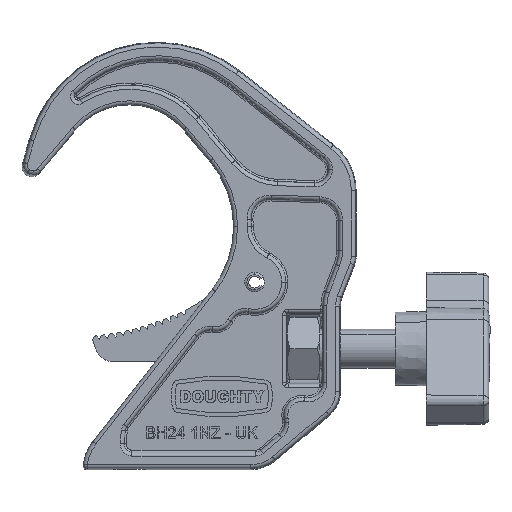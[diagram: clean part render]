
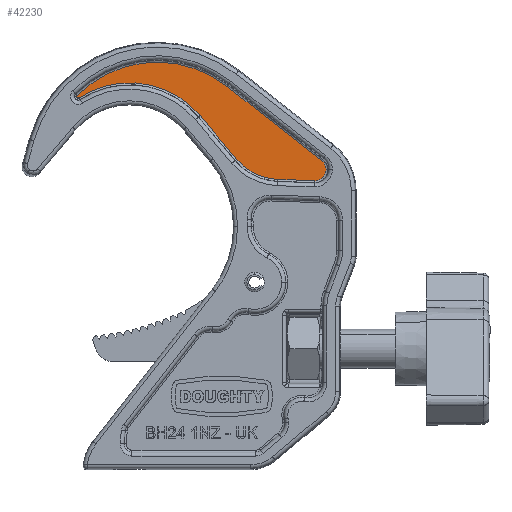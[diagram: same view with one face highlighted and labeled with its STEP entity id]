
A CAD part, top view. The second image highlights one B-rep face of the part: STEP entity #42230.
In plain terms, the highlighted planar face has unit normal (0, 0, 1).
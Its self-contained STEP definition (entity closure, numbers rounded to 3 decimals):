
#976 = LINE ( 'NONE', #45788, #42630 ) ;
#1472 = EDGE_LOOP ( 'NONE', ( #6522, #25276, #12694, #8344, #24294, #26814, #51801, #5715, #3127, #50116 ) ) ;
#1912 = DIRECTION ( 'NONE',  ( 1., 0., 0. ) ) ;
#2333 = AXIS2_PLACEMENT_3D ( 'NONE', #40001, #16397, #12454 ) ;
#3127 = ORIENTED_EDGE ( 'NONE', *, *, #3937, .T. ) ;
#3330 = DIRECTION ( 'NONE',  ( 0., 0., 1. ) ) ;
#3937 = EDGE_CURVE ( 'NONE', #43078, #8967, #16592, .T. ) ;
#5374 = VERTEX_POINT ( 'NONE', #6097 ) ;
#5715 = ORIENTED_EDGE ( 'NONE', *, *, #9120, .T. ) ;
#5779 = AXIS2_PLACEMENT_3D ( 'NONE', #29375, #16832, #44341 ) ;
#6039 = VERTEX_POINT ( 'NONE', #23993 ) ;
#6097 = CARTESIAN_POINT ( 'NONE',  ( -13.521, 32.535, 6. ) ) ;
#6522 = ORIENTED_EDGE ( 'NONE', *, *, #49863, .T. ) ;
#7353 = EDGE_CURVE ( 'NONE', #44662, #44578, #19970, .T. ) ;
#8055 = LINE ( 'NONE', #15912, #38485 ) ;
#8259 = CARTESIAN_POINT ( 'NONE',  ( 24.901, 35.188, 6. ) ) ;
#8300 = DIRECTION ( 'NONE',  ( 0.999, -0.035, 0. ) ) ;
#8344 = ORIENTED_EDGE ( 'NONE', *, *, #40960, .T. ) ;
#8967 = VERTEX_POINT ( 'NONE', #48976 ) ;
#9120 = EDGE_CURVE ( 'NONE', #5374, #43078, #49394, .T. ) ;
#9578 = DIRECTION ( 'NONE',  ( 0., 0., 1. ) ) ;
#9965 = CARTESIAN_POINT ( 'NONE',  ( 37.976, 11.325, 6. ) ) ;
#10192 = AXIS2_PLACEMENT_3D ( 'NONE', #16284, #39388, #47214 ) ;
#12098 = PLANE ( 'NONE',  #10192 ) ;
#12199 = LINE ( 'NONE', #8259, #30926 ) ;
#12454 = DIRECTION ( 'NONE',  ( 1., 0., 0. ) ) ;
#12694 = ORIENTED_EDGE ( 'NONE', *, *, #7353, .T. ) ;
#13364 = DIRECTION ( 'NONE',  ( 0., 0., 1. ) ) ;
#14431 = VERTEX_POINT ( 'NONE', #33527 ) ;
#15912 = CARTESIAN_POINT ( 'NONE',  ( 47.303, 11., 6. ) ) ;
#15963 = EDGE_CURVE ( 'NONE', #19086, #6039, #12199, .T. ) ;
#16035 = FACE_OUTER_BOUND ( 'NONE', #1472, .T. ) ;
#16284 = CARTESIAN_POINT ( 'NONE',  ( 0., 12.446, 6. ) ) ;
#16397 = DIRECTION ( 'NONE',  ( 0., 0., -1. ) ) ;
#16592 = CIRCLE ( 'NONE', #2333, 23.61 ) ;
#16832 = DIRECTION ( 'NONE',  ( 0., 0., 1. ) ) ;
#17806 = CARTESIAN_POINT ( 'NONE',  ( -13.131, 32.535, 6. ) ) ;
#18163 = DIRECTION ( 'NONE',  ( 0., 0., 1. ) ) ;
#18799 = CARTESIAN_POINT ( 'NONE',  ( 38.478, 25.707, 6. ) ) ;
#19086 = VERTEX_POINT ( 'NONE', #28717 ) ;
#19970 = CIRCLE ( 'NONE', #49259, 2.89 ) ;
#20448 = DIRECTION ( 'NONE',  ( 1., 0., 0. ) ) ;
#20707 = VERTEX_POINT ( 'NONE', #9965 ) ;
#21957 = DIRECTION ( 'NONE',  ( 1., 0., 0. ) ) ;
#22214 = DIRECTION ( 'NONE',  ( 0., 0., 1. ) ) ;
#22647 = CIRCLE ( 'NONE', #29358, 2.89 ) ;
#22794 = EDGE_CURVE ( 'NONE', #8967, #38907, #976, .T. ) ;
#23993 = CARTESIAN_POINT ( 'NONE',  ( 24.901, 35.188, 6. ) ) ;
#24294 = ORIENTED_EDGE ( 'NONE', *, *, #15963, .T. ) ;
#24322 = CARTESIAN_POINT ( 'NONE',  ( 27.455, 16.457, 6. ) ) ;
#25276 = ORIENTED_EDGE ( 'NONE', *, *, #37113, .T. ) ;
#26800 = CARTESIAN_POINT ( 'NONE',  ( 47.403, 13.888, 6. ) ) ;
#26814 = ORIENTED_EDGE ( 'NONE', *, *, #46647, .T. ) ;
#27325 = CARTESIAN_POINT ( 'NONE',  ( 50.293, 13.888, 6. ) ) ;
#28717 = CARTESIAN_POINT ( 'NONE',  ( 49.186, 16.163, 6. ) ) ;
#29358 = AXIS2_PLACEMENT_3D ( 'NONE', #34732, #9578, #42074 ) ;
#29375 = CARTESIAN_POINT ( 'NONE',  ( -13.131, 32.535, 6. ) ) ;
#30926 = VECTOR ( 'NONE', #36308, 1000. ) ;
#33527 = CARTESIAN_POINT ( 'NONE',  ( -13.408, 32.81, 6. ) ) ;
#34732 = CARTESIAN_POINT ( 'NONE',  ( 47.403, 13.888, 6. ) ) ;
#35521 = CARTESIAN_POINT ( 'NONE',  ( -12.918, 32.209, 6. ) ) ;
#35987 = CARTESIAN_POINT ( 'NONE',  ( 47.303, 11., 6. ) ) ;
#36043 = AXIS2_PLACEMENT_3D ( 'NONE', #17806, #22214, #21957 ) ;
#36178 = EDGE_CURVE ( 'NONE', #14431, #5374, #38445, .T. ) ;
#36308 = DIRECTION ( 'NONE',  ( -0.787, 0.617, 0. ) ) ;
#37113 = EDGE_CURVE ( 'NONE', #20707, #44662, #8055, .T. ) ;
#37689 = DIRECTION ( 'NONE',  ( 0.643, -0.766, 0. ) ) ;
#37879 = AXIS2_PLACEMENT_3D ( 'NONE', #18799, #3330, #39513 ) ;
#38445 = CIRCLE ( 'NONE', #5779, 0.39 ) ;
#38485 = VECTOR ( 'NONE', #8300, 1000. ) ;
#38907 = VERTEX_POINT ( 'NONE', #24322 ) ;
#39388 = DIRECTION ( 'NONE',  ( 0., 0., 1. ) ) ;
#39513 = DIRECTION ( 'NONE',  ( 1., 0., 0. ) ) ;
#40001 = CARTESIAN_POINT ( 'NONE',  ( 0., 12.446, 6. ) ) ;
#40960 = EDGE_CURVE ( 'NONE', #44578, #19086, #22647, .T. ) ;
#42074 = DIRECTION ( 'NONE',  ( 1., 0., 0. ) ) ;
#42230 = ADVANCED_FACE ( 'NONE', ( #16035 ), #12098, .T. ) ;
#42630 = VECTOR ( 'NONE', #37689, 1000. ) ;
#43078 = VERTEX_POINT ( 'NONE', #35521 ) ;
#44341 = DIRECTION ( 'NONE',  ( 1., 0., 0. ) ) ;
#44578 = VERTEX_POINT ( 'NONE', #27325 ) ;
#44662 = VERTEX_POINT ( 'NONE', #35987 ) ;
#45788 = CARTESIAN_POINT ( 'NONE',  ( 27.455, 16.457, 6. ) ) ;
#46647 = EDGE_CURVE ( 'NONE', #6039, #14431, #49445, .T. ) ;
#47061 = CIRCLE ( 'NONE', #37879, 14.39 ) ;
#47214 = DIRECTION ( 'NONE',  ( -1., 0., 0. ) ) ;
#48976 = CARTESIAN_POINT ( 'NONE',  ( 18.086, 27.622, 6. ) ) ;
#49251 = CARTESIAN_POINT ( 'NONE',  ( 7.085, 12.446, 6. ) ) ;
#49259 = AXIS2_PLACEMENT_3D ( 'NONE', #26800, #18163, #1912 ) ;
#49394 = CIRCLE ( 'NONE', #36043, 0.39 ) ;
#49445 = CIRCLE ( 'NONE', #50307, 28.89 ) ;
#49863 = EDGE_CURVE ( 'NONE', #38907, #20707, #47061, .T. ) ;
#50116 = ORIENTED_EDGE ( 'NONE', *, *, #22794, .T. ) ;
#50307 = AXIS2_PLACEMENT_3D ( 'NONE', #49251, #13364, #20448 ) ;
#51801 = ORIENTED_EDGE ( 'NONE', *, *, #36178, .T. ) ;
